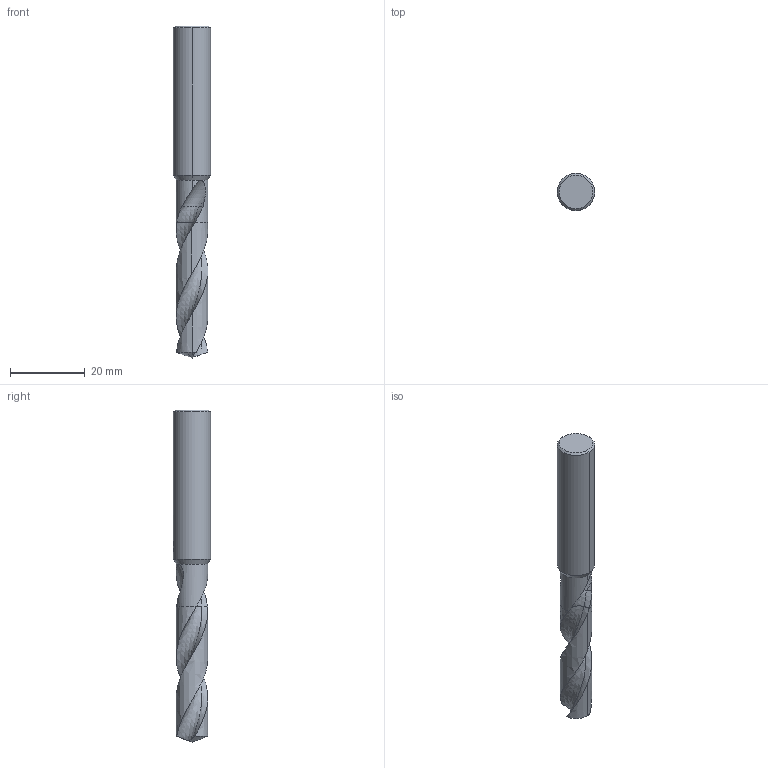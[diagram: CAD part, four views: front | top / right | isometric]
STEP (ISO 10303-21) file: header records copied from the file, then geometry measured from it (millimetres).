
FILE_DESCRIPTION(('no description'),'unknown implementation level');
FILE_NAME('solidvsaotHzZeJXoCDI8bz3GIPk_FQs_1.STP',' ',('CIMSOURCE GmbH'),('CADClick - KiM GmbH - www.kimweb.de'),'unknown preprocess','ACIS','unknown authorization');
FILE_SCHEMA(('automotive_design'));
Length unit declared in the file: millimetre
Products named in the file (2): 1; 2
Bounding box: 10 x 10 x 89 mm (x, y, z)
Volume: 4852.4 mm3; surface area: 2832.3 mm2
Topology: 2 solids, 2 shells, 48 faces, 125 edges, 79 vertices
Faces by surface type: cone 12, cylinder 12, bspline 12, plane 8, revolution 4
Entity records: 9029 total; most frequent: CARTESIAN_POINT 6545, STYLED_ITEM 252, PRESENTATION_STYLE_ASSIGNMENT 252, COLOUR_RGB 252, ORIENTED_EDGE 246, DIRECTION 169, EDGE_CURVE 123, CURVE_STYLE 123
